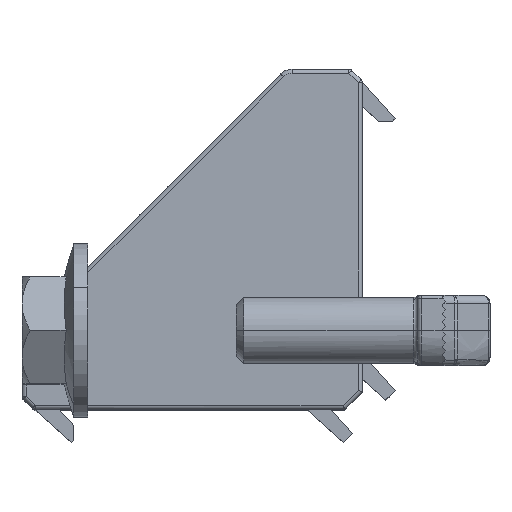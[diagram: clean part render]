
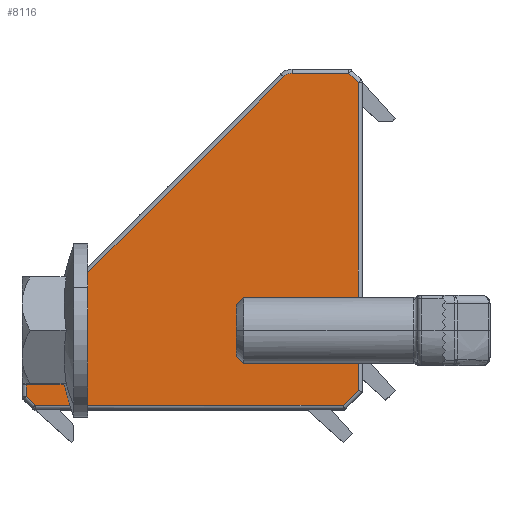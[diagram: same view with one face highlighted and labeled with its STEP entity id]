
A CAD part, top view. The second image highlights one B-rep face of the part: STEP entity #8116.
In plain terms, the highlighted planar face has unit normal (0, 0, 1).
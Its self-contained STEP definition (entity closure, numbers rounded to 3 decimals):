
#206 = CARTESIAN_POINT ( 'NONE',  ( -1.621, 40.8, 21. ) ) ;
#243 = DIRECTION ( 'NONE',  ( 1., 0., 0. ) ) ;
#269 = LINE ( 'NONE', #4065, #7775 ) ;
#417 = EDGE_CURVE ( 'NONE', #1091, #4663, #269, .T. ) ;
#875 = VERTEX_POINT ( 'NONE', #2267 ) ;
#947 = CARTESIAN_POINT ( 'NONE',  ( -9.561, 40.361, 21. ) ) ;
#1091 = VERTEX_POINT ( 'NONE', #1642 ) ;
#1169 = ORIENTED_EDGE ( 'NONE', *, *, #7532, .T. ) ;
#1364 = CARTESIAN_POINT ( 'NONE',  ( -40.8, 1.621, 21. ) ) ;
#1642 = CARTESIAN_POINT ( 'NONE',  ( -40.8, 8.5, 21. ) ) ;
#1958 = VECTOR ( 'NONE', #5127, 1000. ) ;
#1981 = CARTESIAN_POINT ( 'NONE',  ( -8.5, 40.8, 21. ) ) ;
#2158 = DIRECTION ( 'NONE',  ( 0., 0., 1. ) ) ;
#2159 = PLANE ( 'NONE',  #4656 ) ;
#2181 = ORIENTED_EDGE ( 'NONE', *, *, #2435, .T. ) ;
#2267 = CARTESIAN_POINT ( 'NONE',  ( -0.5, 39.679, 21. ) ) ;
#2268 = LINE ( 'NONE', #10955, #7169 ) ;
#2282 = ORIENTED_EDGE ( 'NONE', *, *, #4151, .T. ) ;
#2303 = CARTESIAN_POINT ( 'NONE',  ( -2.328, 0.5, 21. ) ) ;
#2435 = EDGE_CURVE ( 'NONE', #5477, #12477, #2268, .T. ) ;
#2446 = EDGE_CURVE ( 'NONE', #7335, #8068, #11005, .T. ) ;
#2706 = VERTEX_POINT ( 'NONE', #1981 ) ;
#4051 = CARTESIAN_POINT ( 'NONE',  ( -39.3, 8.5, 21. ) ) ;
#4065 = CARTESIAN_POINT ( 'NONE',  ( -40.8, 1.414, 21. ) ) ;
#4151 = EDGE_CURVE ( 'NONE', #875, #11335, #9505, .T. ) ;
#4225 = FACE_OUTER_BOUND ( 'NONE', #11946, .T. ) ;
#4265 = ORIENTED_EDGE ( 'NONE', *, *, #5057, .T. ) ;
#4370 = ORIENTED_EDGE ( 'NONE', *, *, #417, .T. ) ;
#4656 = AXIS2_PLACEMENT_3D ( 'NONE', #5109, #6090, #243 ) ;
#4663 = VERTEX_POINT ( 'NONE', #1364 ) ;
#4708 = DIRECTION ( 'NONE',  ( 0.707, -0.707, 0. ) ) ;
#4963 = CARTESIAN_POINT ( 'NONE',  ( -8.5, 40.8, 21. ) ) ;
#5055 = DIRECTION ( 'NONE',  ( 1., 0., 0. ) ) ;
#5057 = EDGE_CURVE ( 'NONE', #11335, #2706, #12349, .T. ) ;
#5109 = CARTESIAN_POINT ( 'NONE',  ( -39.3, 8.5, 21. ) ) ;
#5127 = DIRECTION ( 'NONE',  ( -0.707, -0.707, 0. ) ) ;
#5426 = DIRECTION ( 'NONE',  ( -0.707, 0.707, 0. ) ) ;
#5477 = VERTEX_POINT ( 'NONE', #2303 ) ;
#5481 = VECTOR ( 'NONE', #11806, 1000. ) ;
#5499 = DIRECTION ( 'NONE',  ( 0., 1., 0. ) ) ;
#5782 = LINE ( 'NONE', #10598, #10701 ) ;
#5887 = AXIS2_PLACEMENT_3D ( 'NONE', #8050, #2158, #9044 ) ;
#5955 = EDGE_CURVE ( 'NONE', #12477, #875, #10841, .T. ) ;
#6090 = DIRECTION ( 'NONE',  ( 0., 0., 1. ) ) ;
#6337 = AXIS2_PLACEMENT_3D ( 'NONE', #4051, #10926, #5055 ) ;
#6362 = ORIENTED_EDGE ( 'NONE', *, *, #10314, .T. ) ;
#6379 = LINE ( 'NONE', #12442, #8721 ) ;
#6635 = DIRECTION ( 'NONE',  ( 1., 0., 0. ) ) ;
#6786 = EDGE_CURVE ( 'NONE', #8068, #1091, #12319, .T. ) ;
#6879 = VECTOR ( 'NONE', #5426, 1000. ) ;
#7099 = DIRECTION ( 'NONE',  ( 0.707, 0.707, 0. ) ) ;
#7169 = VECTOR ( 'NONE', #7099, 1000. ) ;
#7335 = VERTEX_POINT ( 'NONE', #947 ) ;
#7489 = CARTESIAN_POINT ( 'NONE',  ( -0.5, 2.328, 21. ) ) ;
#7532 = EDGE_CURVE ( 'NONE', #4663, #8029, #5782, .T. ) ;
#7775 = VECTOR ( 'NONE', #9038, 1000. ) ;
#8029 = VERTEX_POINT ( 'NONE', #9713 ) ;
#8050 = CARTESIAN_POINT ( 'NONE',  ( -8.5, 39.3, 21. ) ) ;
#8068 = VERTEX_POINT ( 'NONE', #10942 ) ;
#8116 = ADVANCED_FACE ( 'NONE', ( #4225 ), #2159, .T. ) ;
#8292 = ORIENTED_EDGE ( 'NONE', *, *, #5955, .T. ) ;
#8317 = ORIENTED_EDGE ( 'NONE', *, *, #6786, .T. ) ;
#8721 = VECTOR ( 'NONE', #6635, 1000. ) ;
#9038 = DIRECTION ( 'NONE',  ( 0., -1., 0. ) ) ;
#9044 = DIRECTION ( 'NONE',  ( 1., 0., 0. ) ) ;
#9101 = CARTESIAN_POINT ( 'NONE',  ( -40.361, 9.561, 21. ) ) ;
#9114 = EDGE_CURVE ( 'NONE', #2706, #7335, #12530, .T. ) ;
#9505 = LINE ( 'NONE', #11286, #6879 ) ;
#9713 = CARTESIAN_POINT ( 'NONE',  ( -39.679, 0.5, 21. ) ) ;
#9819 = ORIENTED_EDGE ( 'NONE', *, *, #2446, .T. ) ;
#10258 = ORIENTED_EDGE ( 'NONE', *, *, #9114, .T. ) ;
#10314 = EDGE_CURVE ( 'NONE', #8029, #5477, #6379, .T. ) ;
#10598 = CARTESIAN_POINT ( 'NONE',  ( -39.532, 0.354, 21. ) ) ;
#10701 = VECTOR ( 'NONE', #4708, 1000. ) ;
#10841 = LINE ( 'NONE', #11349, #11144 ) ;
#10926 = DIRECTION ( 'NONE',  ( 0., 0., 1. ) ) ;
#10942 = CARTESIAN_POINT ( 'NONE',  ( -40.361, 9.561, 21. ) ) ;
#10955 = CARTESIAN_POINT ( 'NONE',  ( -0.354, 2.475, 21. ) ) ;
#11005 = LINE ( 'NONE', #9101, #1958 ) ;
#11144 = VECTOR ( 'NONE', #5499, 1000. ) ;
#11286 = CARTESIAN_POINT ( 'NONE',  ( -1.768, 40.946, 21. ) ) ;
#11335 = VERTEX_POINT ( 'NONE', #206 ) ;
#11349 = CARTESIAN_POINT ( 'NONE',  ( -0.5, 39.886, 21. ) ) ;
#11806 = DIRECTION ( 'NONE',  ( -1., 0., 0. ) ) ;
#11946 = EDGE_LOOP ( 'NONE', ( #10258, #9819, #8317, #4370, #1169, #6362, #2181, #8292, #2282, #4265 ) ) ;
#12319 = CIRCLE ( 'NONE', #6337, 1.5 ) ;
#12349 = LINE ( 'NONE', #4963, #5481 ) ;
#12442 = CARTESIAN_POINT ( 'NONE',  ( -2.121, 0.5, 21. ) ) ;
#12477 = VERTEX_POINT ( 'NONE', #7489 ) ;
#12530 = CIRCLE ( 'NONE', #5887, 1.5 ) ;
